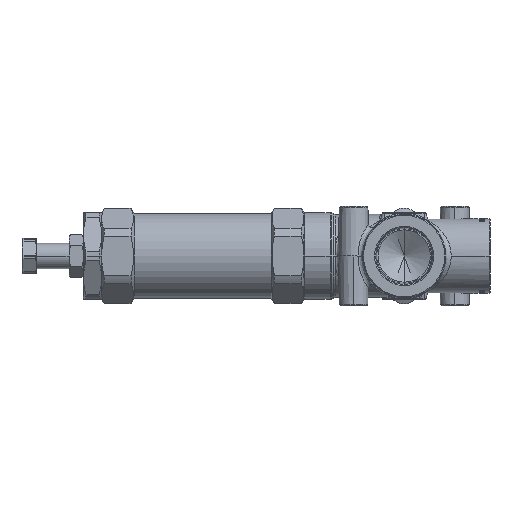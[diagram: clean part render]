
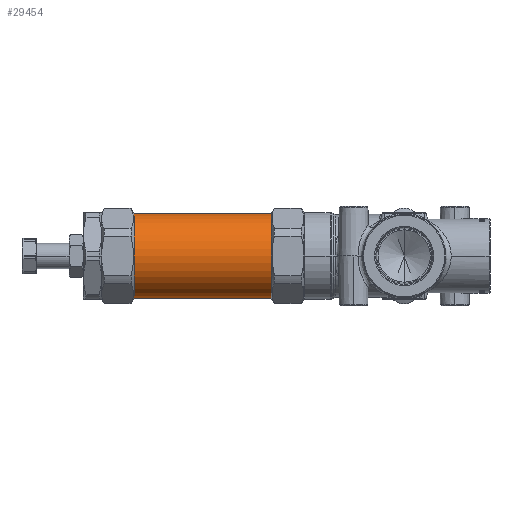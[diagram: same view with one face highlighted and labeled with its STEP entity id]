
A CAD part, left-side view. The second image highlights one B-rep face of the part: STEP entity #29454.
In plain terms, the highlighted cylindrical face has radius 23.5 mm (diameter 47 mm), a partial arc.
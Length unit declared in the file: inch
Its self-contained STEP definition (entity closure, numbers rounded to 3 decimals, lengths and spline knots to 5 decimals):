
#1247 = CARTESIAN_POINT ( 'NONE',  ( 0., 5.88583, -0.9252 ) ) ;
#4230 = LINE ( 'NONE', #19927, #49408 ) ;
#4267 = EDGE_LOOP ( 'NONE', ( #12025, #50171, #43893, #21827 ) ) ;
#4302 = EDGE_CURVE ( 'NONE', #12637, #13373, #34872, .T. ) ;
#4822 = CARTESIAN_POINT ( 'NONE',  ( 0., 4.38976, 0.9252 ) ) ;
#6945 = DIRECTION ( 'NONE',  ( 0., 1., 0. ) ) ;
#10804 = FACE_OUTER_BOUND ( 'NONE', #4267, .T. ) ;
#11927 = DIRECTION ( 'NONE',  ( 0., -1., 0. ) ) ;
#12025 = ORIENTED_EDGE ( 'NONE', *, *, #22154, .F. ) ;
#12637 = VERTEX_POINT ( 'NONE', #50635 ) ;
#12707 = AXIS2_PLACEMENT_3D ( 'NONE', #18397, #34085, #49794 ) ;
#13373 = VERTEX_POINT ( 'NONE', #22457 ) ;
#13790 = VECTOR ( 'NONE', #20524, 39.37008 ) ;
#14032 = CARTESIAN_POINT ( 'NONE',  ( 0., 5.88583, 0.9252 ) ) ;
#14053 = CIRCLE ( 'NONE', #42811, 0.9252 ) ;
#17211 = AXIS2_PLACEMENT_3D ( 'NONE', #42201, #6945, #22632 ) ;
#18397 = CARTESIAN_POINT ( 'NONE',  ( 0., 2.8937, 0. ) ) ;
#19927 = CARTESIAN_POINT ( 'NONE',  ( 0., 4.38976, -0.9252 ) ) ;
#20524 = DIRECTION ( 'NONE',  ( 0., 1., 0. ) ) ;
#21463 = VERTEX_POINT ( 'NONE', #1247 ) ;
#21827 = ORIENTED_EDGE ( 'NONE', *, *, #22140, .T. ) ;
#22140 = EDGE_CURVE ( 'NONE', #28563, #21463, #14053, .T. ) ;
#22154 = EDGE_CURVE ( 'NONE', #12637, #21463, #4230, .T. ) ;
#22457 = CARTESIAN_POINT ( 'NONE',  ( 0., 2.8937, 0.9252 ) ) ;
#22632 = DIRECTION ( 'NONE',  ( 0., 0., 1. ) ) ;
#26500 = CYLINDRICAL_SURFACE ( 'NONE', #17211, 0.9252 ) ;
#27629 = DIRECTION ( 'NONE',  ( 0., 0., 1. ) ) ;
#28563 = VERTEX_POINT ( 'NONE', #14032 ) ;
#29454 = ADVANCED_FACE ( 'NONE', ( #10804 ), #26500, .T. ) ;
#34085 = DIRECTION ( 'NONE',  ( 0., 1., 0. ) ) ;
#34872 = CIRCLE ( 'NONE', #12707, 0.9252 ) ;
#35609 = DIRECTION ( 'NONE',  ( 0., 1., 0. ) ) ;
#40073 = LINE ( 'NONE', #4822, #13790 ) ;
#42201 = CARTESIAN_POINT ( 'NONE',  ( 0., 4.38976, 0. ) ) ;
#42811 = AXIS2_PLACEMENT_3D ( 'NONE', #47207, #11927, #27629 ) ;
#43893 = ORIENTED_EDGE ( 'NONE', *, *, #48507, .T. ) ;
#47207 = CARTESIAN_POINT ( 'NONE',  ( 0., 5.88583, 0. ) ) ;
#48507 = EDGE_CURVE ( 'NONE', #13373, #28563, #40073, .T. ) ;
#49408 = VECTOR ( 'NONE', #35609, 39.37008 ) ;
#49794 = DIRECTION ( 'NONE',  ( 0., 0., 1. ) ) ;
#50171 = ORIENTED_EDGE ( 'NONE', *, *, #4302, .T. ) ;
#50635 = CARTESIAN_POINT ( 'NONE',  ( 0., 2.8937, -0.9252 ) ) ;
